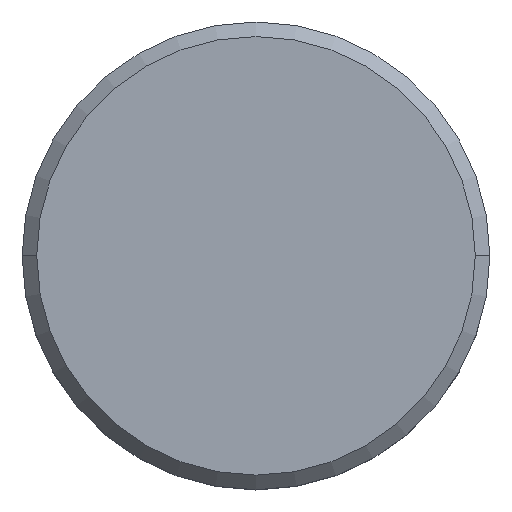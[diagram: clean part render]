
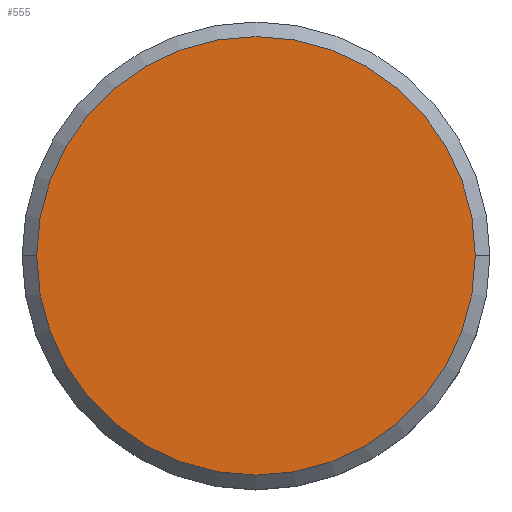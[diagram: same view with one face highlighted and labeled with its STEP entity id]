
A CAD part, top view. The second image highlights one B-rep face of the part: STEP entity #555.
In plain terms, the highlighted planar face has unit normal (0, 0, 1).
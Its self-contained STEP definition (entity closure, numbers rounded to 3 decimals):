
#49 = EDGE_LOOP ( 'NONE', ( #995, #182 ) ) ;
#139 = CARTESIAN_POINT ( 'NONE',  ( 0., 0., 0. ) ) ;
#142 = CIRCLE ( 'NONE', #364, 7.5 ) ;
#182 = ORIENTED_EDGE ( 'NONE', *, *, #416, .T. ) ;
#240 = AXIS2_PLACEMENT_3D ( 'NONE', #139, #998, #344 ) ;
#308 = DIRECTION ( 'NONE',  ( 0., 0., 1. ) ) ;
#344 = DIRECTION ( 'NONE',  ( 1., 0., 0. ) ) ;
#364 = AXIS2_PLACEMENT_3D ( 'NONE', #503, #308, #493 ) ;
#416 = EDGE_CURVE ( 'NONE', #609, #683, #430, .T. ) ;
#430 = CIRCLE ( 'NONE', #504, 7.5 ) ;
#490 = CARTESIAN_POINT ( 'NONE',  ( 7.5, 0., 0. ) ) ;
#493 = DIRECTION ( 'NONE',  ( 1., 0., 0. ) ) ;
#503 = CARTESIAN_POINT ( 'NONE',  ( 0., 0., 0. ) ) ;
#504 = AXIS2_PLACEMENT_3D ( 'NONE', #607, #528, #680 ) ;
#528 = DIRECTION ( 'NONE',  ( 0., 0., 1. ) ) ;
#555 = ADVANCED_FACE ( 'NONE', ( #958 ), #866, .T. ) ;
#607 = CARTESIAN_POINT ( 'NONE',  ( 0., 0., 0. ) ) ;
#609 = VERTEX_POINT ( 'NONE', #490 ) ;
#680 = DIRECTION ( 'NONE',  ( 1., 0., 0. ) ) ;
#683 = VERTEX_POINT ( 'NONE', #822 ) ;
#822 = CARTESIAN_POINT ( 'NONE',  ( -7.5, 0., 0. ) ) ;
#846 = EDGE_CURVE ( 'NONE', #683, #609, #142, .T. ) ;
#866 = PLANE ( 'NONE',  #240 ) ;
#958 = FACE_OUTER_BOUND ( 'NONE', #49, .T. ) ;
#995 = ORIENTED_EDGE ( 'NONE', *, *, #846, .T. ) ;
#998 = DIRECTION ( 'NONE',  ( 0., 0., 1. ) ) ;
